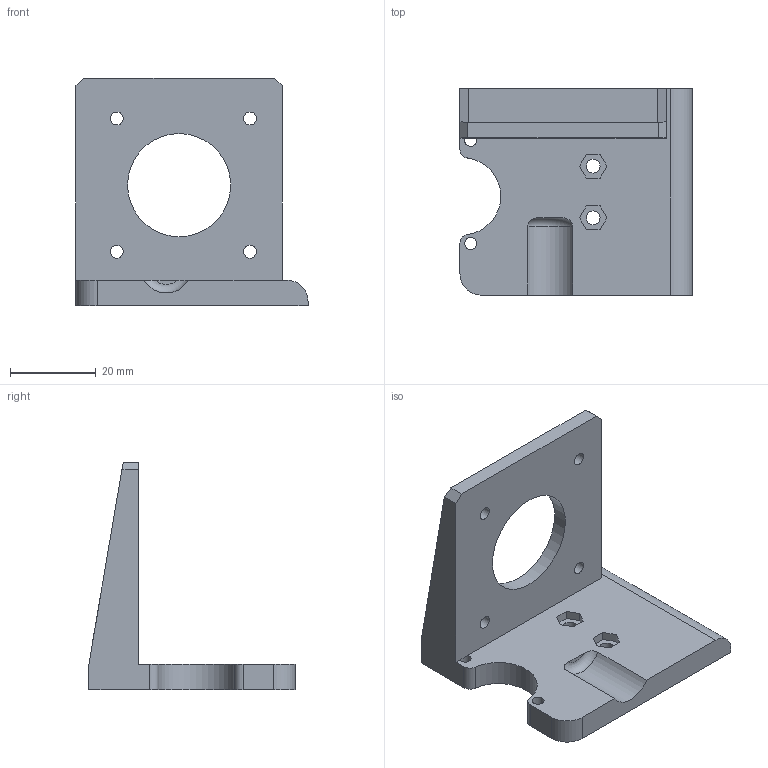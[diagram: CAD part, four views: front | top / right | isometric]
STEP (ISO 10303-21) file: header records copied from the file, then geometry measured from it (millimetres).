
FILE_DESCRIPTION(('FreeCAD Model'),'2;1');
FILE_NAME('titan-aero-holder-x1.step', '2021-04-28T16:33:15',('Author'),(''), 'Open CASCADE STEP processor 7.3','FreeCAD','Unknown');
FILE_SCHEMA(('AUTOMOTIVE_DESIGN { 1 0 10303 214 1 1 1 1 }'));
Length unit declared in the file: millimetre
Products named in the file (1): holder
Bounding box: 54 x 48.01 x 53 mm (x, y, z)
Volume: 20757.9 mm3; surface area: 11278 mm2
Topology: 1 solids, 1 shells, 52 faces, 142 edges, 93 vertices
Faces by surface type: plane 36, cylinder 15, torus 1
Full cylindrical faces by diameter (mm): 2.8 x2, 3 x4, 3.2 x2, 24 x1
Entity records: 4000 total; most frequent: CARTESIAN_POINT 774, DIRECTION 520, LINE 317, VECTOR 317, ORIENTED_EDGE 284, PCURVE 284, DEFINITIONAL_REPRESENTATION 284, EDGE_CURVE 142
